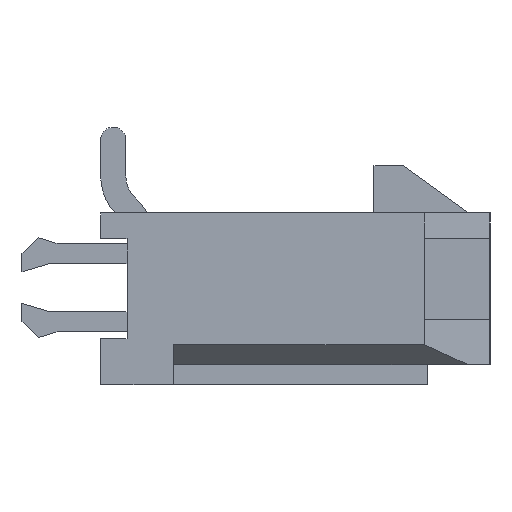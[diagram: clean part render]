
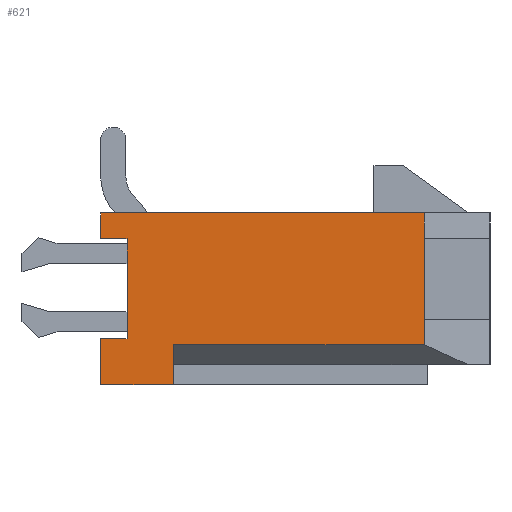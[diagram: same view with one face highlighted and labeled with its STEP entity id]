
A CAD part, left-side view. The second image highlights one B-rep face of the part: STEP entity #621.
In plain terms, the highlighted planar face has unit normal (-1, 0, 0).
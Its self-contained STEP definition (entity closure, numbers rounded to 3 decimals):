
#275=FACE_OUTER_BOUND('',#1313,.T.);
#621=ADVANCED_FACE('',(#275),#969,.T.);
#969=PLANE('',#6307);
#1313=EDGE_LOOP('',(#1827,#1828,#1829,#1830,#1831,#1832,#1833,#1834,#1835,
#1836,#1837,#1838));
#1827=ORIENTED_EDGE('',*,*,#4149,.F.);
#1828=ORIENTED_EDGE('',*,*,#4150,.T.);
#1829=ORIENTED_EDGE('',*,*,#4151,.F.);
#1830=ORIENTED_EDGE('',*,*,#4152,.F.);
#1831=ORIENTED_EDGE('',*,*,#4153,.F.);
#1832=ORIENTED_EDGE('',*,*,#4005,.F.);
#1833=ORIENTED_EDGE('',*,*,#4154,.T.);
#1834=ORIENTED_EDGE('',*,*,#4155,.T.);
#1835=ORIENTED_EDGE('',*,*,#3990,.T.);
#1836=ORIENTED_EDGE('',*,*,#4156,.T.);
#1837=ORIENTED_EDGE('',*,*,#4148,.T.);
#1838=ORIENTED_EDGE('',*,*,#4157,.T.);
#3422=VERTEX_POINT('',#8555);
#3423=VERTEX_POINT('',#8556);
#3437=VERTEX_POINT('',#8585);
#3438=VERTEX_POINT('',#8587);
#3574=VERTEX_POINT('',#8870);
#3580=VERTEX_POINT('',#8882);
#3581=VERTEX_POINT('',#8886);
#3582=VERTEX_POINT('',#8887);
#3583=VERTEX_POINT('',#8889);
#3584=VERTEX_POINT('',#8891);
#3585=VERTEX_POINT('',#8893);
#3586=VERTEX_POINT('',#8896);
#3990=EDGE_CURVE('',#3422,#3423,#4867,.T.);
#4005=EDGE_CURVE('',#3437,#3438,#4882,.T.);
#4148=EDGE_CURVE('',#3574,#3580,#5025,.T.);
#4149=EDGE_CURVE('',#3581,#3582,#5026,.T.);
#4150=EDGE_CURVE('',#3581,#3583,#5027,.T.);
#4151=EDGE_CURVE('',#3584,#3583,#5028,.T.);
#4152=EDGE_CURVE('',#3585,#3584,#5029,.T.);
#4153=EDGE_CURVE('',#3438,#3585,#5030,.T.);
#4154=EDGE_CURVE('',#3437,#3586,#5031,.T.);
#4155=EDGE_CURVE('',#3586,#3422,#5032,.T.);
#4156=EDGE_CURVE('',#3423,#3574,#5033,.T.);
#4157=EDGE_CURVE('',#3580,#3582,#5034,.T.);
#4867=LINE('',#8554,#5584);
#4882=LINE('',#8586,#5599);
#5025=LINE('',#8883,#5742);
#5026=LINE('',#8885,#5743);
#5027=LINE('',#8888,#5744);
#5028=LINE('',#8890,#5745);
#5029=LINE('',#8892,#5746);
#5030=LINE('',#8894,#5747);
#5031=LINE('',#8895,#5748);
#5032=LINE('',#8897,#5749);
#5033=LINE('',#8898,#5750);
#5034=LINE('',#8899,#5751);
#5584=VECTOR('',#6812,1.);
#5599=VECTOR('',#6829,1.);
#5742=VECTOR('',#6994,1.);
#5743=VECTOR('',#6997,1.);
#5744=VECTOR('',#6998,1.);
#5745=VECTOR('',#6999,1.);
#5746=VECTOR('',#7000,1.);
#5747=VECTOR('',#7001,1.);
#5748=VECTOR('',#7002,1.);
#5749=VECTOR('',#7003,1.);
#5750=VECTOR('',#7004,1.);
#5751=VECTOR('',#7005,1.);
#6307=AXIS2_PLACEMENT_3D('',#8900,#7006,#7007);
#6812=DIRECTION('',(0.,0.,-1.));
#6829=DIRECTION('',(0.,-1.,0.));
#6994=DIRECTION('',(0.,0.,-1.));
#6997=DIRECTION('',(0.,0.,-1.));
#6998=DIRECTION('',(0.,-1.,0.));
#6999=DIRECTION('',(0.,0.,-1.));
#7000=DIRECTION('',(0.,0.,-1.));
#7001=DIRECTION('',(0.,0.,-1.));
#7002=DIRECTION('',(0.,0.,-1.));
#7003=DIRECTION('',(0.,-1.,0.));
#7004=DIRECTION('',(0.,1.,0.));
#7005=DIRECTION('',(0.,-1.,0.));
#7006=DIRECTION('',(-1.,0.,0.));
#7007=DIRECTION('',(0.,0.,1.));
#8554=CARTESIAN_POINT('',(-16.83,9.23,3.2));
#8555=CARTESIAN_POINT('',(-16.83,9.23,3.2));
#8556=CARTESIAN_POINT('',(-16.83,9.23,0.66));
#8585=CARTESIAN_POINT('',(-16.83,9.9,3.86));
#8586=CARTESIAN_POINT('',(-16.83,9.9,3.86));
#8587=CARTESIAN_POINT('',(-16.83,1.668,3.86));
#8870=CARTESIAN_POINT('',(-16.83,9.9,0.66));
#8882=CARTESIAN_POINT('',(-16.83,9.9,-0.51));
#8883=CARTESIAN_POINT('',(-16.83,9.9,3.86));
#8885=CARTESIAN_POINT('',(-16.83,8.05,-0.51));
#8886=CARTESIAN_POINT('',(-16.83,8.05,0.51));
#8887=CARTESIAN_POINT('',(-16.83,8.05,-0.51));
#8888=CARTESIAN_POINT('',(-16.83,9.9,0.51));
#8889=CARTESIAN_POINT('',(-16.83,1.668,0.51));
#8890=CARTESIAN_POINT('',(-16.83,1.668,38.214));
#8891=CARTESIAN_POINT('',(-16.83,1.668,1.15));
#8892=CARTESIAN_POINT('',(-16.83,1.668,3.22));
#8893=CARTESIAN_POINT('',(-16.83,1.668,3.22));
#8894=CARTESIAN_POINT('',(-16.83,1.668,38.214));
#8895=CARTESIAN_POINT('',(-16.83,9.9,3.86));
#8896=CARTESIAN_POINT('',(-16.83,9.9,3.2));
#8897=CARTESIAN_POINT('',(-16.83,9.9,3.2));
#8898=CARTESIAN_POINT('',(-16.83,9.23,0.66));
#8899=CARTESIAN_POINT('',(-16.83,8.05,-0.51));
#8900=CARTESIAN_POINT('',(-16.83,9.9,3.86));
